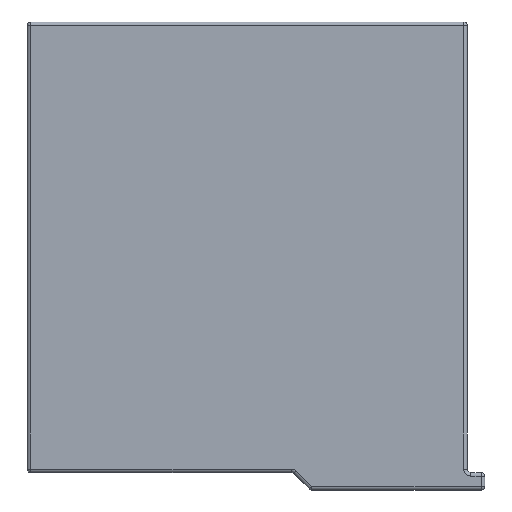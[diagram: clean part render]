
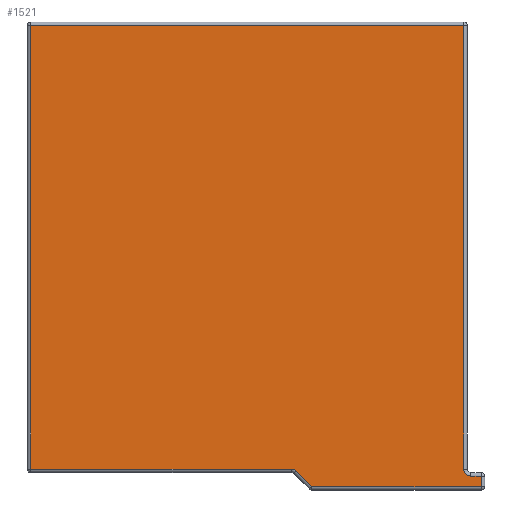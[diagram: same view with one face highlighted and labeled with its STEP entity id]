
A CAD part, left-side view. The second image highlights one B-rep face of the part: STEP entity #1521.
In plain terms, the highlighted planar face has unit normal (-1, 0, 0).
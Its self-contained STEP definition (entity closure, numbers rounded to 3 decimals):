
#449=DIRECTION('',(0.,-1.,0.));
#450=VECTOR('',#449,124.);
#451=CARTESIAN_POINT('',(-35.,62.,63.5));
#452=LINE('',#451,#450);
#456=DIRECTION('',(0.,0.,-1.));
#457=VECTOR('',#456,127.);
#458=CARTESIAN_POINT('',(-35.,-62.,63.5));
#459=LINE('',#458,#457);
#463=CARTESIAN_POINT('',(-35.,-64.,-63.5));
#464=DIRECTION('',(-1.,0.,0.));
#465=DIRECTION('',(0.,1.,0.));
#466=AXIS2_PLACEMENT_3D('',#463,#464,#465);
#471=DIRECTION('',(0.,1.,0.));
#472=VECTOR('',#471,3.);
#473=CARTESIAN_POINT('',(-35.,-67.,-65.5));
#474=LINE('',#473,#472);
#478=DIRECTION('',(0.,0.,1.));
#479=VECTOR('',#478,3.);
#480=CARTESIAN_POINT('',(-35.,-67.,-68.5));
#481=LINE('',#480,#479);
#485=DIRECTION('',(0.,-1.,0.));
#486=VECTOR('',#485,48.586);
#487=CARTESIAN_POINT('',(-35.,-18.414,-68.5));
#488=LINE('',#487,#486);
#492=DIRECTION('',(0.,-0.707,-0.707));
#493=VECTOR('',#492,6.243);
#494=CARTESIAN_POINT('',(-35.,-14.,-64.086));
#495=LINE('',#494,#493);
#499=CARTESIAN_POINT('',(-35.,-12.586,-65.5));
#500=DIRECTION('',(-1.,0.,0.));
#501=DIRECTION('',(0.,-0.707,0.707));
#502=AXIS2_PLACEMENT_3D('',#499,#500,#501);
#507=DIRECTION('',(0.,1.,0.));
#508=VECTOR('',#507,74.586);
#509=CARTESIAN_POINT('',(-35.,-12.586,-63.5));
#510=LINE('',#509,#508);
#514=DIRECTION('',(0.,0.,-1.));
#515=VECTOR('',#514,127.);
#516=CARTESIAN_POINT('',(-35.,62.,63.5));
#517=LINE('',#516,#515);
#1009=CARTESIAN_POINT('',(-35.,62.,63.5));
#1010=CARTESIAN_POINT('',(-35.,-62.,63.5));
#1011=VERTEX_POINT('',#1009);
#1012=VERTEX_POINT('',#1010);
#1043=CARTESIAN_POINT('',(-35.,62.,-63.5));
#1044=VERTEX_POINT('',#1043);
#1045=CARTESIAN_POINT('',(-35.,-12.586,-63.5));
#1046=VERTEX_POINT('',#1045);
#1053=CARTESIAN_POINT('',(-35.,-14.,-64.086));
#1054=CARTESIAN_POINT('',(-35.,-18.414,-68.5));
#1055=VERTEX_POINT('',#1053);
#1056=VERTEX_POINT('',#1054);
#1075=CARTESIAN_POINT('',(-35.,-67.,-68.5));
#1076=VERTEX_POINT('',#1075);
#1081=CARTESIAN_POINT('',(-35.,-67.,-65.5));
#1082=VERTEX_POINT('',#1081);
#1097=CARTESIAN_POINT('',(-35.,-64.,-65.5));
#1098=VERTEX_POINT('',#1097);
#1111=CARTESIAN_POINT('',(-35.,-62.,-63.5));
#1112=VERTEX_POINT('',#1111);
#1497=CARTESIAN_POINT('',(-35.,63.,-64.5));
#1498=DIRECTION('',(-1.,0.,0.));
#1499=DIRECTION('',(0.,-1.,0.));
#1500=AXIS2_PLACEMENT_3D('',#1497,#1498,#1499);
#1501=PLANE('',#1500);
#1503=ORIENTED_EDGE('',*,*,#1502,.T.);
#1505=ORIENTED_EDGE('',*,*,#1504,.T.);
#1507=ORIENTED_EDGE('',*,*,#1506,.T.);
#1509=ORIENTED_EDGE('',*,*,#1508,.F.);
#1510=ORIENTED_EDGE('',*,*,#1362,.F.);
#1512=ORIENTED_EDGE('',*,*,#1511,.F.);
#1513=ORIENTED_EDGE('',*,*,#1475,.F.);
#1514=ORIENTED_EDGE('',*,*,#1487,.T.);
#1516=ORIENTED_EDGE('',*,*,#1515,.T.);
#1518=ORIENTED_EDGE('',*,*,#1517,.F.);
#1519=EDGE_LOOP('',(#1503,#1505,#1507,#1509,#1510,#1512,#1513,#1514,#1516,
#1518));
#1520=FACE_OUTER_BOUND('',#1519,.F.);
#1521=ADVANCED_FACE('',(#1520),#1501,.T.);
#467=CIRCLE('',#466,2.);
#503=CIRCLE('',#502,2.);
#1362=EDGE_CURVE('',#1076,#1082,#481,.T.);
#1475=EDGE_CURVE('',#1055,#1056,#495,.T.);
#1487=EDGE_CURVE('',#1055,#1046,#503,.T.);
#1502=EDGE_CURVE('',#1011,#1012,#452,.T.);
#1504=EDGE_CURVE('',#1012,#1112,#459,.T.);
#1506=EDGE_CURVE('',#1112,#1098,#467,.T.);
#1508=EDGE_CURVE('',#1082,#1098,#474,.T.);
#1511=EDGE_CURVE('',#1056,#1076,#488,.T.);
#1515=EDGE_CURVE('',#1046,#1044,#510,.T.);
#1517=EDGE_CURVE('',#1011,#1044,#517,.T.);
